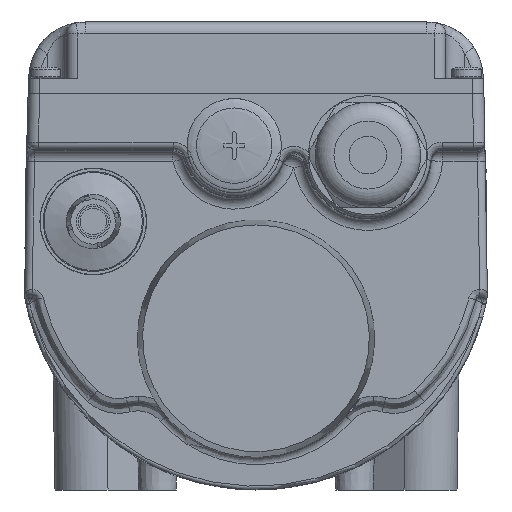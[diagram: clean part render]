
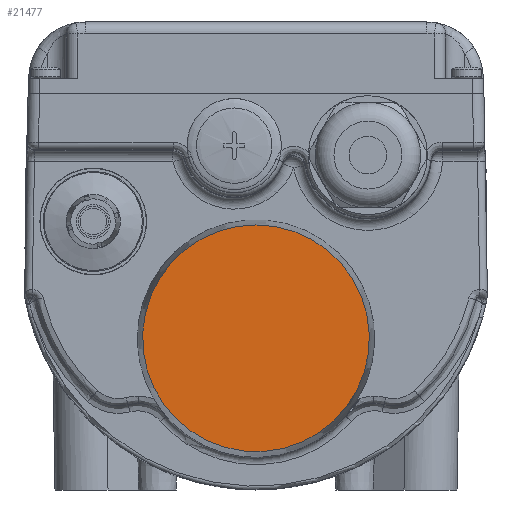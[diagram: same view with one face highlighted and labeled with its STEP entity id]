
A CAD part, left-side view. The second image highlights one B-rep face of the part: STEP entity #21477.
In plain terms, the highlighted planar face has unit normal (-1, 0, 0).
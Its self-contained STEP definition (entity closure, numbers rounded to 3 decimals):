
#3431=CIRCLE('',#22618,30.05);
#4099=ORIENTED_EDGE('',*,*,#9388,.T.);
#9388=EDGE_CURVE('',#12030,#12030,#3431,.T.);
#12030=VERTEX_POINT('',#29608);
#14379=EDGE_LOOP('',(#4099));
#15821=FACE_BOUND('',#14379,.T.);
#17255=PLANE('',#22617);
#21477=ADVANCED_FACE('',(#15821),#17255,.T.);
#22617=AXIS2_PLACEMENT_3D('',#29606,#24301,#24302);
#22618=AXIS2_PLACEMENT_3D('',#29607,#24303,#24304);
#24301=DIRECTION('',(-1.,0.,0.));
#24302=DIRECTION('',(0.,1.,0.));
#24303=DIRECTION('',(-1.,0.,0.));
#24304=DIRECTION('',(0.,0.,1.));
#29606=CARTESIAN_POINT('',(-139.93,0.08,16.865));
#29607=CARTESIAN_POINT('',(-139.93,30.,-13.055));
#29608=CARTESIAN_POINT('',(-139.93,30.,16.995));
